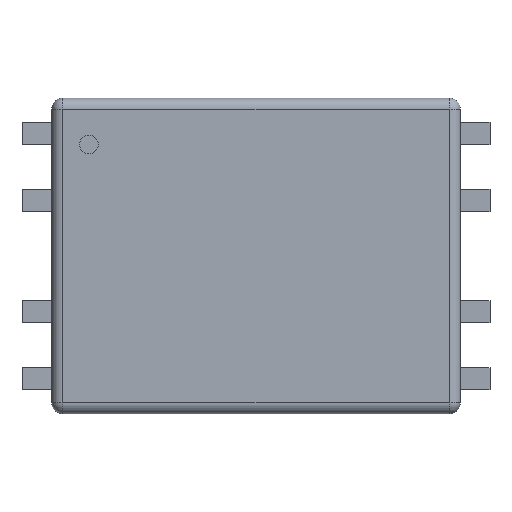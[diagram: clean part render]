
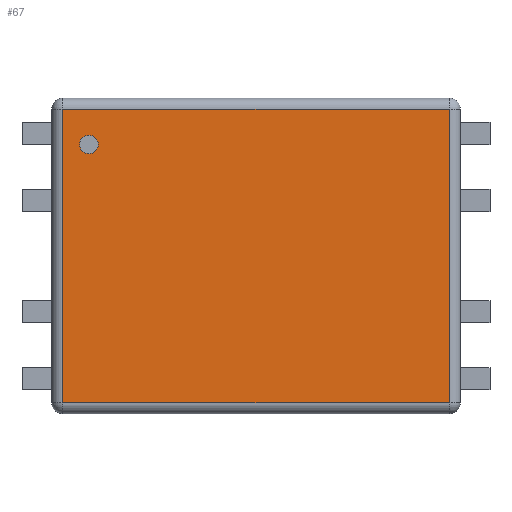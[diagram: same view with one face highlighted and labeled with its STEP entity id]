
A CAD part, top view. The second image highlights one B-rep face of the part: STEP entity #67.
In plain terms, the highlighted planar face has unit normal (0, 0, 1).
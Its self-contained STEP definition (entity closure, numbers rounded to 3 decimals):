
#49 = DIRECTION ( 'NONE',  ( -1., 0., 0. ) ) ;
#65 = CARTESIAN_POINT ( 'NONE',  ( -5.2, -4.25, 3.4 ) ) ;
#67 = ADVANCED_FACE ( 'NONE', ( #807, #1186 ), #682, .T. ) ;
#81 = CARTESIAN_POINT ( 'NONE',  ( -4.5, 3., 3.4 ) ) ;
#110 = DIRECTION ( 'NONE',  ( 0., 0., 1. ) ) ;
#132 = DIRECTION ( 'NONE',  ( 1., 0., 0. ) ) ;
#153 = CARTESIAN_POINT ( 'NONE',  ( -5.2, -3.95, 3.4 ) ) ;
#164 = EDGE_CURVE ( 'NONE', #1333, #1142, #1199, .T. ) ;
#170 = VERTEX_POINT ( 'NONE', #731 ) ;
#175 = DIRECTION ( 'NONE',  ( 0., -1., 0. ) ) ;
#211 = CARTESIAN_POINT ( 'NONE',  ( 5.2, 3.95, 3.4 ) ) ;
#217 = CARTESIAN_POINT ( 'NONE',  ( -5.2, 3.95, 3.4 ) ) ;
#222 = EDGE_CURVE ( 'NONE', #170, #1404, #1286, .T. ) ;
#249 = CARTESIAN_POINT ( 'NONE',  ( -4.5, 3., 3.4 ) ) ;
#316 = VECTOR ( 'NONE', #1111, 1000. ) ;
#332 = VERTEX_POINT ( 'NONE', #1288 ) ;
#359 = ORIENTED_EDGE ( 'NONE', *, *, #1326, .T. ) ;
#394 = ORIENTED_EDGE ( 'NONE', *, *, #222, .F. ) ;
#431 = VECTOR ( 'NONE', #49, 1000. ) ;
#438 = DIRECTION ( 'NONE',  ( 0., 0., 1. ) ) ;
#456 = EDGE_LOOP ( 'NONE', ( #359, #670, #1045, #1076 ) ) ;
#589 = EDGE_CURVE ( 'NONE', #990, #332, #1315, .T. ) ;
#614 = CARTESIAN_POINT ( 'NONE',  ( 5.5, -3.95, 3.4 ) ) ;
#617 = AXIS2_PLACEMENT_3D ( 'NONE', #249, #622, #132 ) ;
#622 = DIRECTION ( 'NONE',  ( 0., 0., 1. ) ) ;
#656 = VECTOR ( 'NONE', #1395, 1000. ) ;
#670 = ORIENTED_EDGE ( 'NONE', *, *, #164, .T. ) ;
#682 = PLANE ( 'NONE',  #902 ) ;
#703 = EDGE_CURVE ( 'NONE', #1142, #990, #1476, .T. ) ;
#731 = CARTESIAN_POINT ( 'NONE',  ( -4.75, 3., 3.4 ) ) ;
#765 = EDGE_LOOP ( 'NONE', ( #800, #394 ) ) ;
#800 = ORIENTED_EDGE ( 'NONE', *, *, #1313, .F. ) ;
#807 = FACE_BOUND ( 'NONE', #765, .T. ) ;
#840 = CARTESIAN_POINT ( 'NONE',  ( -4.25, 3., 3.4 ) ) ;
#902 = AXIS2_PLACEMENT_3D ( 'NONE', #1282, #110, #954 ) ;
#954 = DIRECTION ( 'NONE',  ( 1., 0., 0. ) ) ;
#990 = VERTEX_POINT ( 'NONE', #153 ) ;
#1045 = ORIENTED_EDGE ( 'NONE', *, *, #703, .T. ) ;
#1076 = ORIENTED_EDGE ( 'NONE', *, *, #589, .T. ) ;
#1101 = CARTESIAN_POINT ( 'NONE',  ( -5.5, 3.95, 3.4 ) ) ;
#1111 = DIRECTION ( 'NONE',  ( 1., 0., 0. ) ) ;
#1142 = VERTEX_POINT ( 'NONE', #217 ) ;
#1155 = VECTOR ( 'NONE', #175, 1000. ) ;
#1164 = CARTESIAN_POINT ( 'NONE',  ( 5.2, 4.25, 3.4 ) ) ;
#1186 = FACE_OUTER_BOUND ( 'NONE', #456, .T. ) ;
#1199 = LINE ( 'NONE', #1101, #431 ) ;
#1282 = CARTESIAN_POINT ( 'NONE',  ( 0., 0., 3.4 ) ) ;
#1286 = CIRCLE ( 'NONE', #617, 0.25 ) ;
#1288 = CARTESIAN_POINT ( 'NONE',  ( 5.2, -3.95, 3.4 ) ) ;
#1313 = EDGE_CURVE ( 'NONE', #1404, #170, #1329, .T. ) ;
#1315 = LINE ( 'NONE', #614, #316 ) ;
#1326 = EDGE_CURVE ( 'NONE', #332, #1333, #1411, .T. ) ;
#1329 = CIRCLE ( 'NONE', #1351, 0.25 ) ;
#1333 = VERTEX_POINT ( 'NONE', #211 ) ;
#1351 = AXIS2_PLACEMENT_3D ( 'NONE', #81, #438, #1536 ) ;
#1395 = DIRECTION ( 'NONE',  ( 0., 1., 0. ) ) ;
#1404 = VERTEX_POINT ( 'NONE', #840 ) ;
#1411 = LINE ( 'NONE', #1164, #656 ) ;
#1476 = LINE ( 'NONE', #65, #1155 ) ;
#1536 = DIRECTION ( 'NONE',  ( 1., 0., 0. ) ) ;
